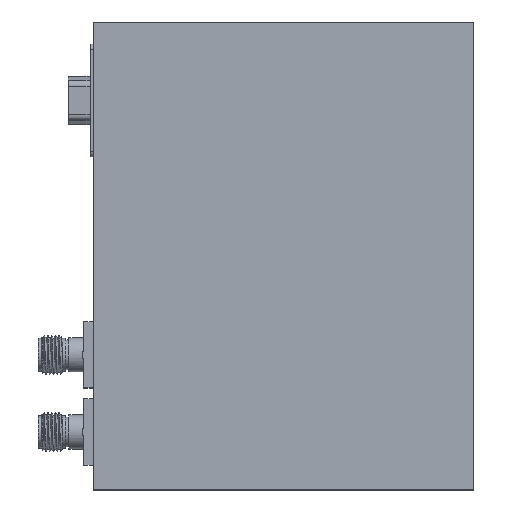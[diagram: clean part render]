
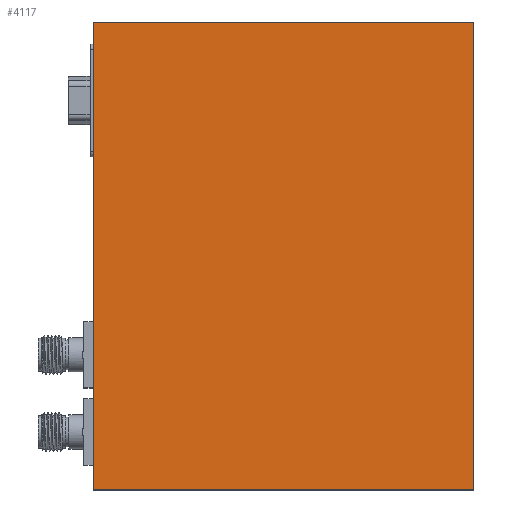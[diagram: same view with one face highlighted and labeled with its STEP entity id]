
A CAD part, top view. The second image highlights one B-rep face of the part: STEP entity #4117.
In plain terms, the highlighted planar face has unit normal (0, 0, 1).
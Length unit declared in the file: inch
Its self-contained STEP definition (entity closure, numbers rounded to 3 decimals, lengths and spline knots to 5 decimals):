
#57 = VECTOR ( 'NONE', #5600, 39.37008 ) ;
#84 = CARTESIAN_POINT ( 'NONE',  ( -0.59792, -0.58723, 0.57567 ) ) ;
#161 = VERTEX_POINT ( 'NONE', #4070 ) ;
#233 = DIRECTION ( 'NONE',  ( -1., 0., 0. ) ) ;
#303 = CARTESIAN_POINT ( 'NONE',  ( -3.15697, -0.58723, 0.57567 ) ) ;
#475 = VERTEX_POINT ( 'NONE', #1095 ) ;
#525 = VERTEX_POINT ( 'NONE', #84 ) ;
#555 = EDGE_LOOP ( 'NONE', ( #4837, #3759, #4407, #5644 ) ) ;
#925 = CARTESIAN_POINT ( 'NONE',  ( -3.15697, -0.58723, 0.57567 ) ) ;
#994 = LINE ( 'NONE', #1758, #6018 ) ;
#1095 = CARTESIAN_POINT ( 'NONE',  ( -0.59792, 2.56238, 0.57567 ) ) ;
#1238 = LINE ( 'NONE', #6060, #57 ) ;
#1717 = LINE ( 'NONE', #303, #5297 ) ;
#1758 = CARTESIAN_POINT ( 'NONE',  ( -3.15697, 2.56238, 0.57567 ) ) ;
#1966 = DIRECTION ( 'NONE',  ( 0., 0., 1. ) ) ;
#1993 = PLANE ( 'NONE',  #3669 ) ;
#2000 = DIRECTION ( 'NONE',  ( 0., 1., 0. ) ) ;
#2329 = EDGE_CURVE ( 'NONE', #4170, #525, #1717, .T. ) ;
#2354 = FACE_OUTER_BOUND ( 'NONE', #555, .T. ) ;
#2982 = CARTESIAN_POINT ( 'NONE',  ( -1.87745, 0.98757, 0.57567 ) ) ;
#3669 = AXIS2_PLACEMENT_3D ( 'NONE', #2982, #1966, #4542 ) ;
#3759 = ORIENTED_EDGE ( 'NONE', *, *, #2329, .T. ) ;
#3802 = EDGE_CURVE ( 'NONE', #525, #475, #5848, .T. ) ;
#3896 = DIRECTION ( 'NONE',  ( 1., 0., 0. ) ) ;
#4070 = CARTESIAN_POINT ( 'NONE',  ( -3.15697, 2.56238, 0.57567 ) ) ;
#4117 = ADVANCED_FACE ( 'NONE', ( #2354 ), #1993, .T. ) ;
#4170 = VERTEX_POINT ( 'NONE', #925 ) ;
#4407 = ORIENTED_EDGE ( 'NONE', *, *, #3802, .T. ) ;
#4542 = DIRECTION ( 'NONE',  ( 1., 0., 0. ) ) ;
#4837 = ORIENTED_EDGE ( 'NONE', *, *, #6613, .T. ) ;
#5033 = CARTESIAN_POINT ( 'NONE',  ( -0.59792, 2.56238, 0.57567 ) ) ;
#5297 = VECTOR ( 'NONE', #3896, 39.37008 ) ;
#5600 = DIRECTION ( 'NONE',  ( 0., -1., 0. ) ) ;
#5628 = VECTOR ( 'NONE', #2000, 39.37008 ) ;
#5644 = ORIENTED_EDGE ( 'NONE', *, *, #6358, .T. ) ;
#5848 = LINE ( 'NONE', #5033, #5628 ) ;
#6018 = VECTOR ( 'NONE', #233, 39.37008 ) ;
#6060 = CARTESIAN_POINT ( 'NONE',  ( -3.15697, 2.56238, 0.57567 ) ) ;
#6358 = EDGE_CURVE ( 'NONE', #475, #161, #994, .T. ) ;
#6613 = EDGE_CURVE ( 'NONE', #161, #4170, #1238, .T. ) ;
